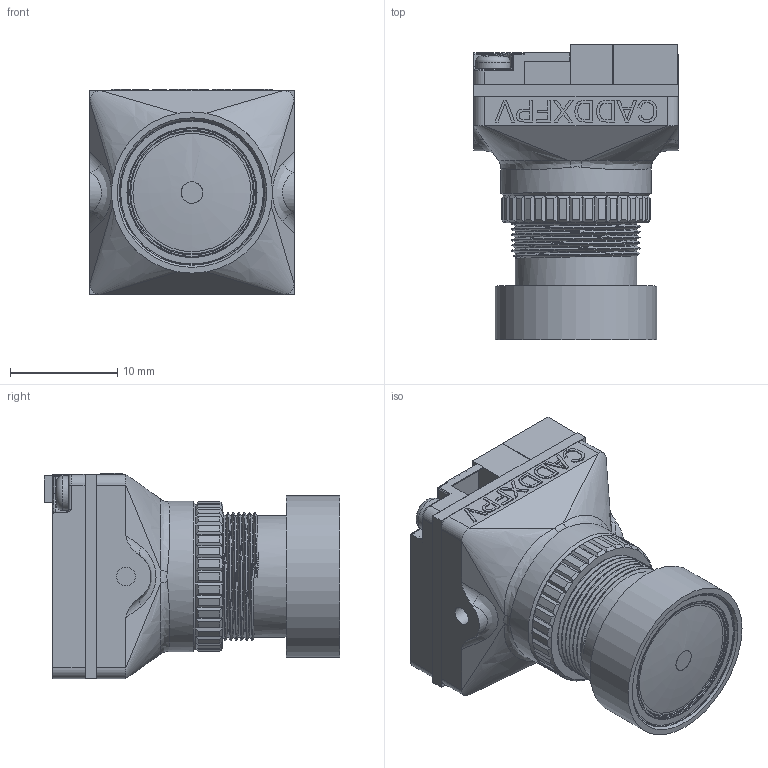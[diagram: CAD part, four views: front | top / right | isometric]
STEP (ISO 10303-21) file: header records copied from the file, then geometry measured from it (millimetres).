
FILE_DESCRIPTION(/* description */ (''),/* implementation_level */ '2;1');
FILE_NAME(/* name */ 'Caddx Ratel Pro.step',/* time_stamp */ '2025-06-23T16:06:59-05:00',/* author */ (''),/* organization */ (''),/* preprocessor_version */ 'ST-DEVELOPER v20.1',/* originating_system */ 'Autodesk Translation Framework v14.10.0.0',/* authorisation */ '');
FILE_SCHEMA (('AUTOMOTIVE_DESIGN { 1 0 10303 214 3 1 1 }'));
Length unit declared in the file: millimetre
Products named in the file (1): Caddx Ratel PRO
Bounding box: 19 x 27.5 x 19.1 mm (x, y, z)
Volume: 4362.5 mm3; surface area: 4342.6 mm2
Topology: 13 solids, 13 shells, 1200 faces, 2823 edges, 1654 vertices
Faces by surface type: plane 924, bspline 117, cylinder 111, torus 42, cone 4, sphere 2
Full cylindrical faces by diameter (mm): 1.75 x2, 2 x1, 3.2 x2, 11 x1, 11.348 x6, 11.927 x5, 14 x1, 15 x1
Entity records: 40240 total; most frequent: CARTESIAN_POINT 13749, ORIENTED_EDGE 5644, DIRECTION 5083, EDGE_CURVE 2822, LINE 2067, VECTOR 2067, VERTEX_POINT 1654, AXIS2_PLACEMENT_3D 1508
